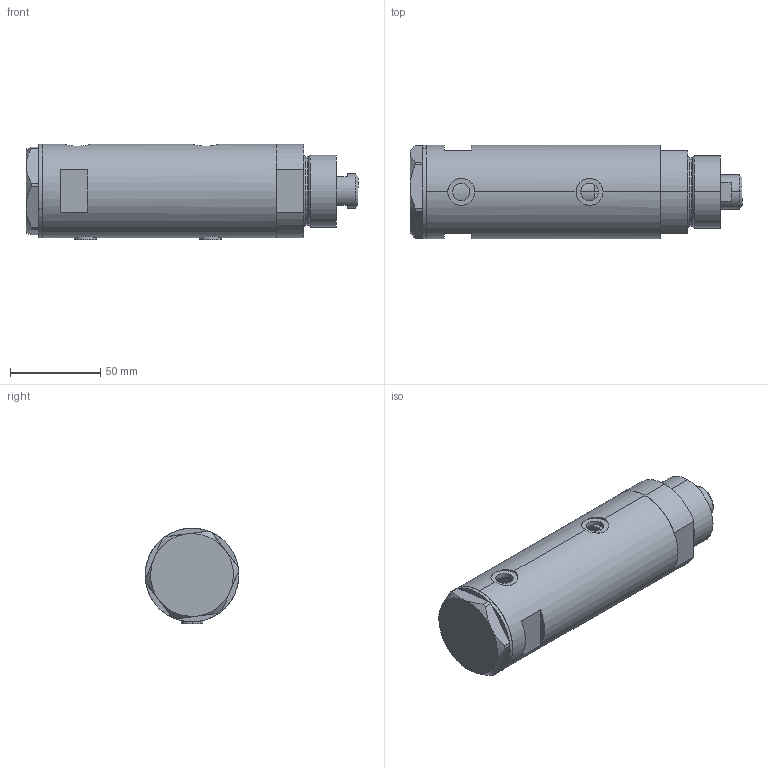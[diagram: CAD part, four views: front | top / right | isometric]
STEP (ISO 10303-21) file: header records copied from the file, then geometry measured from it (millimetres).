
FILE_DESCRIPTION (( 'STEP AP203' ), '1' );
FILE_NAME ('e09a.STEP', '2021-12-07T16:34:59', ( '' ), ( '' ), 'SwSTEP 2.0', 'SolidWorks 2019', '' );
FILE_SCHEMA (( 'CONFIG_CONTROL_DESIGN' ));
Length unit declared in the file: millimetre
Products named in the file (5): e09a; V270CG_FRONT cfdd19b5217013e8122cc0e2889afd6e; V270CG_MIDDLE cfdd19b5217013e8122cc0e2889afd6e; V270CG_VC cfdd19b5217013e8122cc0e2889afd6e; V270CG_BACK cfdd19b5217013e8122cc0e2889afd6e
Assembly tree (4 placements, depth 2):
  e09a
    V270CG_MIDDLE cfdd19b5217013e8122cc0e2889afd6e
    V270CG_BACK cfdd19b5217013e8122cc0e2889afd6e
    V270CG_FRONT cfdd19b5217013e8122cc0e2889afd6e
    V270CG_VC cfdd19b5217013e8122cc0e2889afd6e
Bounding box: 184.4 x 52 x 53.1 mm (x, y, z)
Volume: 275729 mm3; surface area: 82126.7 mm2
Topology: 4 solids, 4 shells, 132 faces, 303 edges, 183 vertices
Faces by surface type: plane 63, cylinder 49, cone 16, torus 4
Entity records: 4910 total; most frequent: CARTESIAN_POINT 1375, DIRECTION 669, ORIENTED_EDGE 602, EDGE_CURVE 301, AXIS2_PLACEMENT_3D 269, VERTEX_POINT 183, EDGE_LOOP 150, ADVANCED_FACE 132
